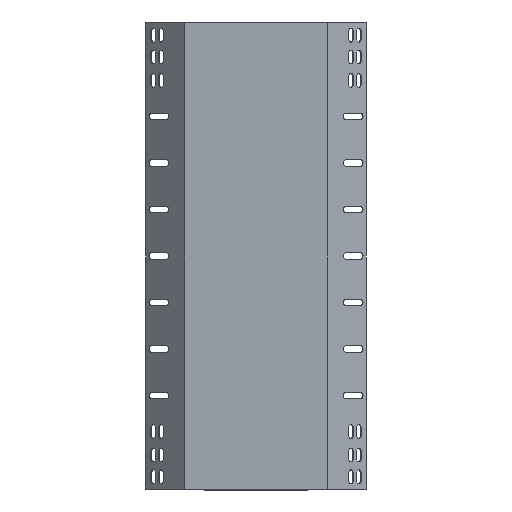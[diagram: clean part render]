
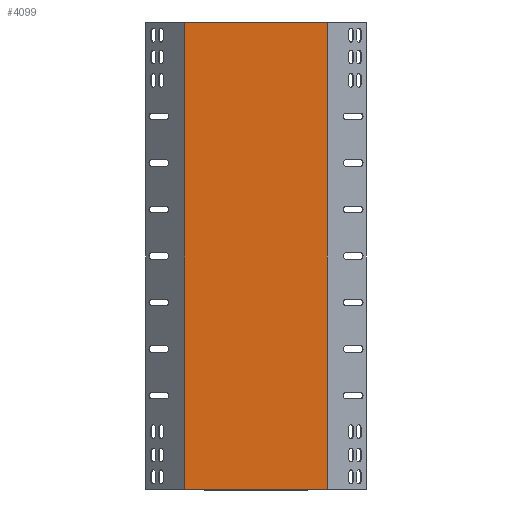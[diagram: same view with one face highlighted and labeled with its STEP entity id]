
A CAD part, front view. The second image highlights one B-rep face of the part: STEP entity #4099.
In plain terms, the highlighted planar face has unit normal (0, -1, 0).
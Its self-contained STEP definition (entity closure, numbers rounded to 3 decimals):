
#845 = VERTEX_POINT ( 'NONE', #5459 ) ;
#912 = AXIS2_PLACEMENT_3D ( 'NONE', #7334, #7202, #7348 ) ;
#1819 = DIRECTION ( 'NONE',  ( 0., 0., 1. ) ) ;
#1822 = CARTESIAN_POINT ( 'NONE',  ( 54.263, -23.927, -275.612 ) ) ;
#2029 = CARTESIAN_POINT ( 'NONE',  ( -98.499, -23.927, -275.8 ) ) ;
#2119 = EDGE_LOOP ( 'NONE', ( #4489, #4506, #4530, #4551 ) ) ;
#2236 = VERTEX_POINT ( 'NONE', #2029 ) ;
#2568 = LINE ( 'NONE', #4471, #2636 ) ;
#2636 = VECTOR ( 'NONE', #4425, 1000. ) ;
#2905 = EDGE_CURVE ( 'NONE', #5387, #845, #2568, .T. ) ;
#3072 = VECTOR ( 'NONE', #7765, 1000. ) ;
#3106 = LINE ( 'NONE', #7782, #3072 ) ;
#3878 = EDGE_CURVE ( 'NONE', #5974, #845, #7840, .T. ) ;
#4099 = ADVANCED_FACE ( 'NONE', ( #7226 ), #7307, .F. ) ;
#4383 = EDGE_CURVE ( 'NONE', #2236, #5974, #6360, .T. ) ;
#4425 = DIRECTION ( 'NONE',  ( 1., 0., 0. ) ) ;
#4471 = CARTESIAN_POINT ( 'NONE',  ( -99.403, -23.927, 225.8 ) ) ;
#4489 = ORIENTED_EDGE ( 'NONE', *, *, #4383, .T. ) ;
#4506 = ORIENTED_EDGE ( 'NONE', *, *, #3878, .T. ) ;
#4530 = ORIENTED_EDGE ( 'NONE', *, *, #2905, .F. ) ;
#4551 = ORIENTED_EDGE ( 'NONE', *, *, #5172, .F. ) ;
#5124 = CARTESIAN_POINT ( 'NONE',  ( -98.499, -23.927, 225.8 ) ) ;
#5172 = EDGE_CURVE ( 'NONE', #2236, #5387, #3106, .T. ) ;
#5387 = VERTEX_POINT ( 'NONE', #5124 ) ;
#5459 = CARTESIAN_POINT ( 'NONE',  ( 54.263, -23.927, 225.8 ) ) ;
#5974 = VERTEX_POINT ( 'NONE', #6569 ) ;
#6352 = VECTOR ( 'NONE', #8235, 1000. ) ;
#6360 = LINE ( 'NONE', #8242, #6352 ) ;
#6569 = CARTESIAN_POINT ( 'NONE',  ( 54.263, -23.927, -275.8 ) ) ;
#7202 = DIRECTION ( 'NONE',  ( 0., 1., 0. ) ) ;
#7226 = FACE_OUTER_BOUND ( 'NONE', #2119, .T. ) ;
#7307 = PLANE ( 'NONE',  #912 ) ;
#7334 = CARTESIAN_POINT ( 'NONE',  ( -98.168, -23.927, 225. ) ) ;
#7348 = DIRECTION ( 'NONE',  ( 0., 0., 1. ) ) ;
#7765 = DIRECTION ( 'NONE',  ( 0., 0., 1. ) ) ;
#7782 = CARTESIAN_POINT ( 'NONE',  ( -98.499, -23.927, -275.612 ) ) ;
#7840 = LINE ( 'NONE', #1822, #7844 ) ;
#7844 = VECTOR ( 'NONE', #1819, 1000. ) ;
#8235 = DIRECTION ( 'NONE',  ( 1., 0., 0. ) ) ;
#8242 = CARTESIAN_POINT ( 'NONE',  ( -99.403, -23.927, -275.8 ) ) ;
